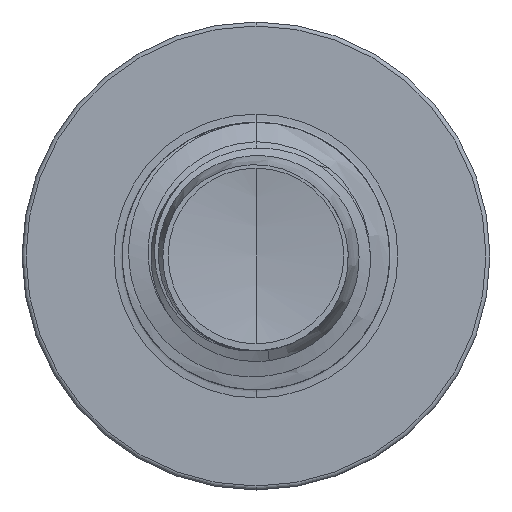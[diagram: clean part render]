
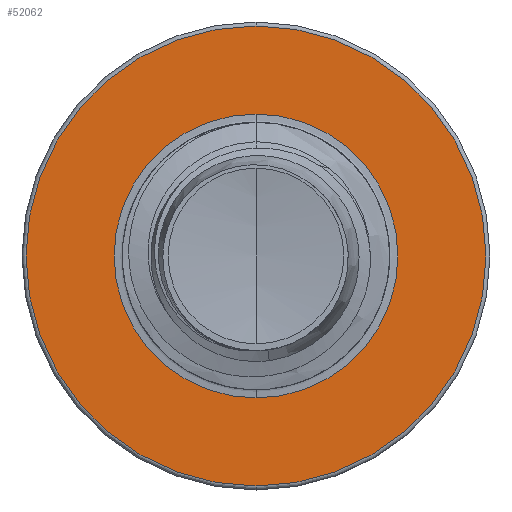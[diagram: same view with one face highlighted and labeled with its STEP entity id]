
A CAD part, front view. The second image highlights one B-rep face of the part: STEP entity #52062.
In plain terms, the highlighted planar face has unit normal (0, -1, 0).
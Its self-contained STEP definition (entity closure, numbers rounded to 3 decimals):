
#2183 = FACE_BOUND ( 'NONE', #29604, .T. ) ;
#9124 = CARTESIAN_POINT ( 'NONE',  ( 0., 35., 0. ) ) ;
#11983 = AXIS2_PLACEMENT_3D ( 'NONE', #17325, #51244, #22277 ) ;
#12021 = DIRECTION ( 'NONE',  ( 0., 0., 1. ) ) ;
#14091 = DIRECTION ( 'NONE',  ( 0., 0., 1. ) ) ;
#14805 = CIRCLE ( 'NONE', #11983, 3.186 ) ;
#14885 = CARTESIAN_POINT ( 'NONE',  ( 0., 35., -3.186 ) ) ;
#15011 = ORIENTED_EDGE ( 'NONE', *, *, #21352, .T. ) ;
#15946 = EDGE_CURVE ( 'NONE', #28639, #57374, #14805, .T. ) ;
#16292 = CIRCLE ( 'NONE', #42336, 3.186 ) ;
#16858 = FACE_OUTER_BOUND ( 'NONE', #24615, .T. ) ;
#17325 = CARTESIAN_POINT ( 'NONE',  ( 0., 35., 0. ) ) ;
#18586 = CIRCLE ( 'NONE', #60162, 5.16 ) ;
#18924 = CARTESIAN_POINT ( 'NONE',  ( 0., 35., 0. ) ) ;
#21352 = EDGE_CURVE ( 'NONE', #57374, #28639, #16292, .T. ) ;
#22277 = DIRECTION ( 'NONE',  ( 0., 0., 1. ) ) ;
#23590 = EDGE_CURVE ( 'NONE', #43675, #32713, #18586, .T. ) ;
#23840 = DIRECTION ( 'NONE',  ( 0., 0., 1. ) ) ;
#24615 = EDGE_LOOP ( 'NONE', ( #48659, #26174 ) ) ;
#26085 = DIRECTION ( 'NONE',  ( 0., 1., 0. ) ) ;
#26174 = ORIENTED_EDGE ( 'NONE', *, *, #23590, .F. ) ;
#28639 = VERTEX_POINT ( 'NONE', #14885 ) ;
#29604 = EDGE_LOOP ( 'NONE', ( #15011, #58014 ) ) ;
#29777 = CARTESIAN_POINT ( 'NONE',  ( 0., 35., -5.16 ) ) ;
#31803 = CARTESIAN_POINT ( 'NONE',  ( 0., 35., 3.186 ) ) ;
#32713 = VERTEX_POINT ( 'NONE', #41482 ) ;
#32788 = EDGE_CURVE ( 'NONE', #32713, #43675, #57053, .T. ) ;
#36424 = CARTESIAN_POINT ( 'NONE',  ( 0., 35., -3.186 ) ) ;
#41346 = DIRECTION ( 'NONE',  ( 0., 1., 0. ) ) ;
#41482 = CARTESIAN_POINT ( 'NONE',  ( 0., 35., 5.16 ) ) ;
#42336 = AXIS2_PLACEMENT_3D ( 'NONE', #18924, #52748, #23840 ) ;
#43381 = DIRECTION ( 'NONE',  ( 0., 1., 0. ) ) ;
#43675 = VERTEX_POINT ( 'NONE', #29777 ) ;
#45568 = PLANE ( 'NONE',  #46578 ) ;
#46578 = AXIS2_PLACEMENT_3D ( 'NONE', #36424, #41346, #12021 ) ;
#48659 = ORIENTED_EDGE ( 'NONE', *, *, #32788, .F. ) ;
#51244 = DIRECTION ( 'NONE',  ( 0., 1., 0. ) ) ;
#52062 = ADVANCED_FACE ( 'NONE', ( #16858, #2183 ), #45568, .F. ) ;
#52748 = DIRECTION ( 'NONE',  ( 0., 1., 0. ) ) ;
#54914 = CARTESIAN_POINT ( 'NONE',  ( 0., 35., 0. ) ) ;
#57053 = CIRCLE ( 'NONE', #60622, 5.16 ) ;
#57374 = VERTEX_POINT ( 'NONE', #31803 ) ;
#58014 = ORIENTED_EDGE ( 'NONE', *, *, #15946, .T. ) ;
#59660 = DIRECTION ( 'NONE',  ( 0., 0., 1. ) ) ;
#60162 = AXIS2_PLACEMENT_3D ( 'NONE', #54914, #26085, #59660 ) ;
#60622 = AXIS2_PLACEMENT_3D ( 'NONE', #9124, #43381, #14091 ) ;
